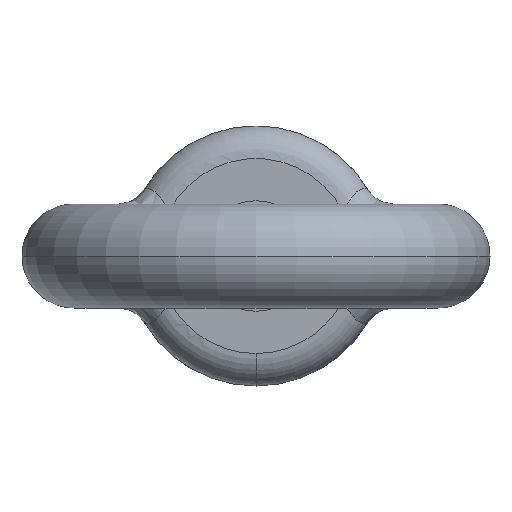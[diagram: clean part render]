
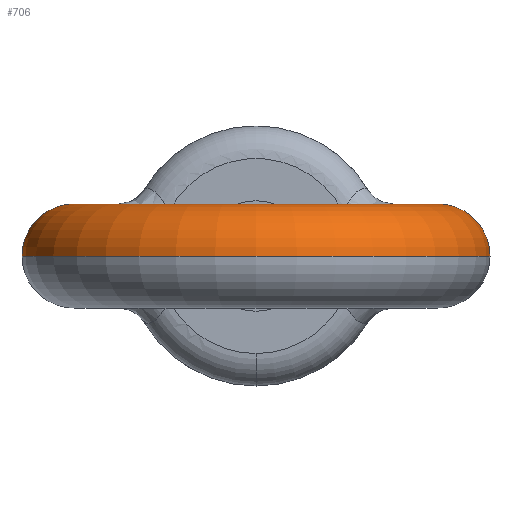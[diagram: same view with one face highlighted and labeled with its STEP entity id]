
A CAD part, front view. The second image highlights one B-rep face of the part: STEP entity #706.
In plain terms, the highlighted toroidal (fillet/blend) face has major radius 28 mm and minor radius 8 mm.
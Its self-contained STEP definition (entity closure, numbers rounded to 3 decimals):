
#89 = CIRCLE ( 'NONE', #726, 8. ) ;
#318 = CIRCLE ( 'NONE', #800, 8. ) ;
#379 = CARTESIAN_POINT ( 'NONE',  ( 36., -35., 0. ) ) ;
#408 = CARTESIAN_POINT ( 'NONE',  ( 0., -35., 0. ) ) ;
#420 = CARTESIAN_POINT ( 'NONE',  ( 0., -35., 0. ) ) ;
#437 = VERTEX_POINT ( 'NONE', #1029 ) ;
#483 = DIRECTION ( 'NONE',  ( 0., 0., 1. ) ) ;
#582 = CARTESIAN_POINT ( 'NONE',  ( -36., -35., 0. ) ) ;
#706 = ADVANCED_FACE ( 'NONE', ( #1933 ), #2358, .T. ) ;
#722 = VERTEX_POINT ( 'NONE', #1542 ) ;
#726 = AXIS2_PLACEMENT_3D ( 'NONE', #2216, #1508, #2055 ) ;
#800 = AXIS2_PLACEMENT_3D ( 'NONE', #1012, #2362, #1825 ) ;
#801 = DIRECTION ( 'NONE',  ( 1., 0., 0. ) ) ;
#813 = EDGE_CURVE ( 'NONE', #1486, #437, #318, .T. ) ;
#997 = AXIS2_PLACEMENT_3D ( 'NONE', #420, #2090, #801 ) ;
#1012 = CARTESIAN_POINT ( 'NONE',  ( 28., -35., 0. ) ) ;
#1029 = CARTESIAN_POINT ( 'NONE',  ( 20., -35., 0. ) ) ;
#1082 = AXIS2_PLACEMENT_3D ( 'NONE', #1233, #483, #1634 ) ;
#1153 = DIRECTION ( 'NONE',  ( 1., 0., 0. ) ) ;
#1233 = CARTESIAN_POINT ( 'NONE',  ( 0., -35., 0. ) ) ;
#1428 = AXIS2_PLACEMENT_3D ( 'NONE', #408, #1877, #1153 ) ;
#1486 = VERTEX_POINT ( 'NONE', #379 ) ;
#1508 = DIRECTION ( 'NONE',  ( 0., 1., 0. ) ) ;
#1523 = EDGE_LOOP ( 'NONE', ( #2370, #1714, #2232, #2197 ) ) ;
#1542 = CARTESIAN_POINT ( 'NONE',  ( -20., -35., 0. ) ) ;
#1634 = DIRECTION ( 'NONE',  ( 1., 0., 0. ) ) ;
#1704 = CIRCLE ( 'NONE', #1428, 20. ) ;
#1714 = ORIENTED_EDGE ( 'NONE', *, *, #1941, .T. ) ;
#1825 = DIRECTION ( 'NONE',  ( 0., 0., -1. ) ) ;
#1877 = DIRECTION ( 'NONE',  ( 0., 0., 1. ) ) ;
#1933 = FACE_OUTER_BOUND ( 'NONE', #1523, .T. ) ;
#1941 = EDGE_CURVE ( 'NONE', #2242, #1486, #2241, .T. ) ;
#2029 = EDGE_CURVE ( 'NONE', #2242, #722, #89, .T. ) ;
#2055 = DIRECTION ( 'NONE',  ( -1., 0., 0. ) ) ;
#2090 = DIRECTION ( 'NONE',  ( 0., 0., 1. ) ) ;
#2197 = ORIENTED_EDGE ( 'NONE', *, *, #2293, .F. ) ;
#2216 = CARTESIAN_POINT ( 'NONE',  ( -28., -35., 0. ) ) ;
#2232 = ORIENTED_EDGE ( 'NONE', *, *, #813, .T. ) ;
#2241 = CIRCLE ( 'NONE', #1082, 36. ) ;
#2242 = VERTEX_POINT ( 'NONE', #582 ) ;
#2293 = EDGE_CURVE ( 'NONE', #722, #437, #1704, .T. ) ;
#2358 = TOROIDAL_SURFACE ( 'NONE', #997, 28., 8. ) ;
#2362 = DIRECTION ( 'NONE',  ( 0., -1., 0. ) ) ;
#2370 = ORIENTED_EDGE ( 'NONE', *, *, #2029, .F. ) ;
